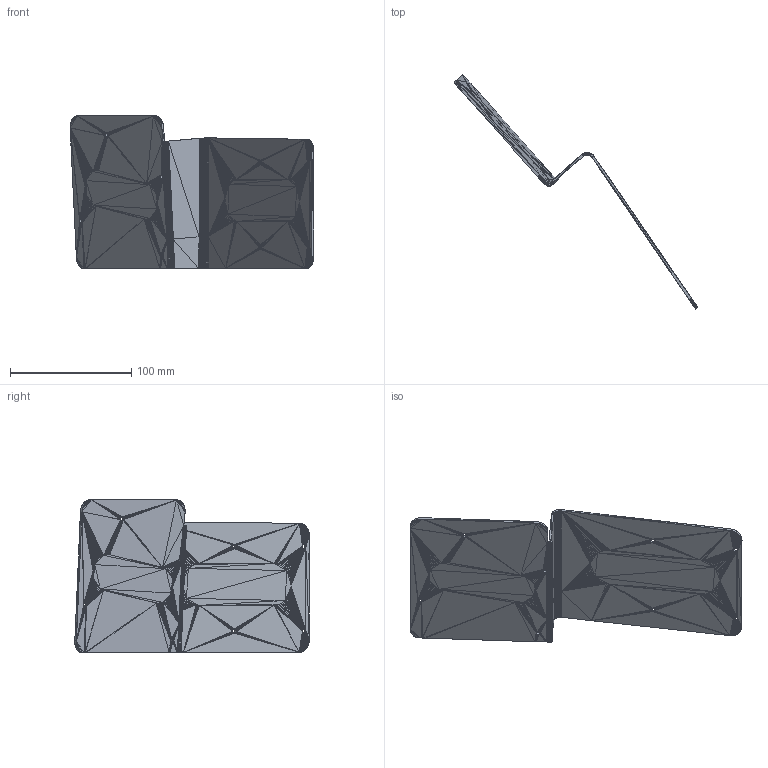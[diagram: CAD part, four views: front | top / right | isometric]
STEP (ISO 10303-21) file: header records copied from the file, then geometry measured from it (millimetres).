
FILE_DESCRIPTION(('FreeCAD Model'),'2;1');
FILE_NAME('Open CASCADE Shape Model','2023-02-24T15:00:26',('Author'),( ''),'Open CASCADE STEP processor 7.5','FreeCAD','Unknown');
FILE_SCHEMA(('AUTOMOTIVE_DESIGN { 1 0 10303 214 1 1 1 1 }'));
Products named in the file (1): Blender_Z_3d_nyomtatott_vegleges001
Bounding box: 201.09 x 193.47 x 125.94 mm (x, y, z)
Surface area: 72754.4 mm2 (no closed solid volume)
Topology: 0 solids, 1 shells, 7199 faces, 10969 edges, 3753 vertices
Faces by surface type: plane 7199
Entity records: 274539 total; most frequent: CARTESIAN_POINT 54993, DIRECTION 36486, LINE 22088, VECTOR 22088, ORIENTED_EDGE 22028, PCURVE 22028, DEFINITIONAL_REPRESENTATION 22028, EDGE_CURVE 11017
